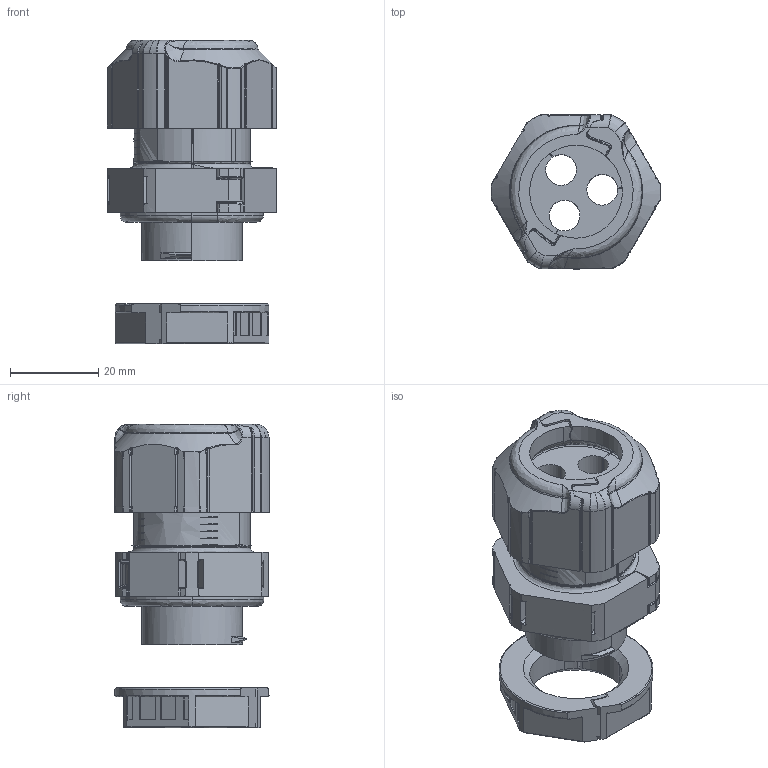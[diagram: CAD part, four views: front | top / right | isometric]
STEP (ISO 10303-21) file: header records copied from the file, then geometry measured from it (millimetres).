
FILE_DESCRIPTION (( 'STEP AP214' ), '1' );
FILE_NAME ('2024927.STP', '2017-05-05T11:42:12', ( '' ), ( '' ), 'SwSTEP 2.0', 'SolidWorks 2016', '' );
FILE_SCHEMA (( 'AUTOMOTIVE_DESIGN' ));
Length unit declared in the file: millimetre
Products named in the file (12): 111559_Standard; P_0000007589_1_Standard; P_0000007588_1_Standard; P_0000007587_1_Standard; P_0000007590_1_Standard; P_0000007585_1_Standard; P_0000007586_1_Standard; P_0000007583_1_Standard; P_0000007584_1_Standard; P_0000007582_1_Standard; P_0000007581_1_Standard; 2024927
Assembly tree (11 placements, depth 3):
  2024927
    P_0000007590_1_Standard
      P_0000007581_1_Standard
      P_0000007582_1_Standard
      P_0000007584_1_Standard
      P_0000007583_1_Standard
      P_0000007586_1_Standard
      P_0000007585_1_Standard
    P_0000007589_1_Standard
      P_0000007587_1_Standard
      P_0000007588_1_Standard
    111559_Standard
Bounding box: 38.59 x 35 x 68.9 mm (x, y, z)
Volume: 31783.2 mm3; surface area: 25169.4 mm2
Topology: 11 solids, 17 shells, 1933 faces, 5199 edges, 3259 vertices
Faces by surface type: plane 720, cylinder 613, bspline 483, cone 67, torus 47, sphere 3
Entity records: 77603 total; most frequent: CARTESIAN_POINT 32939, ORIENTED_EDGE 10290, DIRECTION 7992, EDGE_CURVE 5145, VERTEX_POINT 3259, AXIS2_PLACEMENT_3D 2818, VECTOR 2356, LINE 2356
